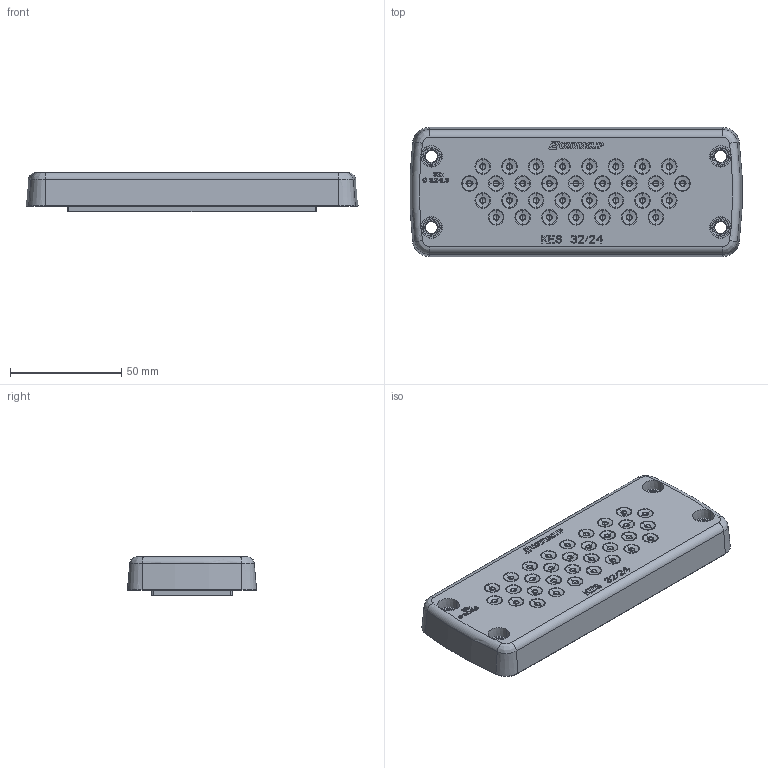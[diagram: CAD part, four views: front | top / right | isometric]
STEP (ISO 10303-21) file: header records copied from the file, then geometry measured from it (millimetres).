
FILE_DESCRIPTION(/* description */ (''),/* implementation_level */ '2;1');
FILE_NAME(/* name */ 'KES_32-24.stp',/* time_stamp */ '2018-01-25T07:43:04+01:00',/* author */ (''),/* organization */ (''),/* preprocessor_version */ 'ST-DEVELOPER v16',/* originating_system */ 'SIEMENS PLM Software NX 10.0',/* authorisation */ '');
FILE_SCHEMA (('CONFIG_CONTROL_DESIGN'));
Length unit declared in the file: millimetre
Products named in the file (1): model2
Bounding box: 149.26 x 58.07 x 17.75 mm (x, y, z)
Volume: 129579.8 mm3; surface area: 24246.9 mm2
Topology: 1 solids, 1 shells, 1170 faces, 3167 edges, 2023 vertices
Faces by surface type: plane 788, torus 174, sphere 128, cone 62, cylinder 10, bspline 4, extrusion 4
Entity records: 36626 total; most frequent: CARTESIAN_POINT 6912, ORIENTED_EDGE 6206, DIRECTION 6126, EDGE_CURVE 3103, VECTOR 2260, LINE 2256, VERTEX_POINT 2023, AXIS2_PLACEMENT_3D 1933
